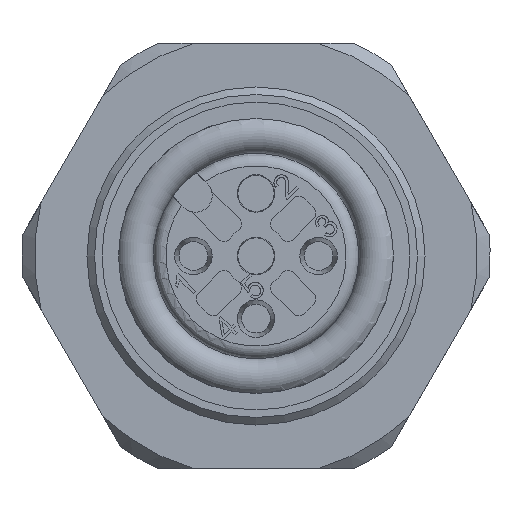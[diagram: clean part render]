
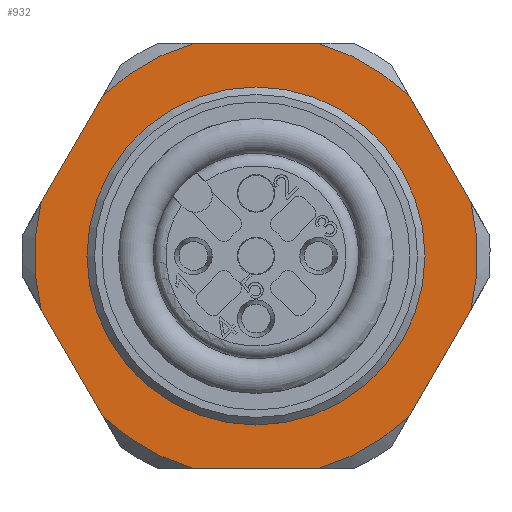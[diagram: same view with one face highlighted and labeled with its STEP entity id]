
A CAD part, front view. The second image highlights one B-rep face of the part: STEP entity #932.
In plain terms, the highlighted planar face has unit normal (0, -1, 0).
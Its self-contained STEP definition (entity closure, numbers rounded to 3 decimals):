
#76=PLANE('',#3297);
#168=LINE('',#4488,#387);
#169=LINE('',#4489,#388);
#170=LINE('',#4490,#389);
#171=LINE('',#4491,#390);
#172=LINE('',#4492,#391);
#173=LINE('',#4496,#392);
#387=VECTOR('',#3630,1.);
#388=VECTOR('',#3631,1.);
#389=VECTOR('',#3632,1.);
#390=VECTOR('',#3633,1.);
#391=VECTOR('',#3634,1.);
#392=VECTOR('',#3637,1.);
#932=ADVANCED_FACE('',(#1169,#1170),#76,.F.);
#1169=FACE_BOUND('',#1281,.T.);
#1170=FACE_BOUND('',#1282,.T.);
#1281=EDGE_LOOP('',(#1560,#1561,#1562,#1563,#1564,#1565,#1566,#1567,#1568,
#1569,#1570,#1571));
#1282=EDGE_LOOP('',(#1572));
#1560=ORIENTED_EDGE('',*,*,#2695,.F.);
#1561=ORIENTED_EDGE('',*,*,#2734,.T.);
#1562=ORIENTED_EDGE('',*,*,#2697,.F.);
#1563=ORIENTED_EDGE('',*,*,#2735,.T.);
#1564=ORIENTED_EDGE('',*,*,#2701,.F.);
#1565=ORIENTED_EDGE('',*,*,#2736,.T.);
#1566=ORIENTED_EDGE('',*,*,#2705,.F.);
#1567=ORIENTED_EDGE('',*,*,#2737,.T.);
#1568=ORIENTED_EDGE('',*,*,#2709,.F.);
#1569=ORIENTED_EDGE('',*,*,#2738,.T.);
#1570=ORIENTED_EDGE('',*,*,#2739,.F.);
#1571=ORIENTED_EDGE('',*,*,#2740,.T.);
#1572=ORIENTED_EDGE('',*,*,#2733,.T.);
#2388=VERTEX_POINT('',#4372);
#2389=VERTEX_POINT('',#4374);
#2390=VERTEX_POINT('',#4381);
#2391=VERTEX_POINT('',#4382);
#2394=VERTEX_POINT('',#4396);
#2395=VERTEX_POINT('',#4397);
#2398=VERTEX_POINT('',#4411);
#2399=VERTEX_POINT('',#4412);
#2402=VERTEX_POINT('',#4426);
#2403=VERTEX_POINT('',#4427);
#2422=VERTEX_POINT('',#4486);
#2423=VERTEX_POINT('',#4493);
#2424=VERTEX_POINT('',#4495);
#2695=EDGE_CURVE('',#2388,#2389,#3132,.T.);
#2697=EDGE_CURVE('',#2390,#2391,#3133,.T.);
#2701=EDGE_CURVE('',#2394,#2395,#3135,.T.);
#2705=EDGE_CURVE('',#2398,#2399,#3137,.T.);
#2709=EDGE_CURVE('',#2402,#2403,#3139,.T.);
#2733=EDGE_CURVE('',#2422,#2422,#3151,.T.);
#2734=EDGE_CURVE('',#2388,#2391,#168,.T.);
#2735=EDGE_CURVE('',#2390,#2395,#169,.T.);
#2736=EDGE_CURVE('',#2394,#2399,#170,.T.);
#2737=EDGE_CURVE('',#2398,#2403,#171,.T.);
#2738=EDGE_CURVE('',#2402,#2423,#172,.T.);
#2739=EDGE_CURVE('',#2424,#2423,#3152,.T.);
#2740=EDGE_CURVE('',#2424,#2389,#173,.T.);
#3132=CIRCLE('',#3261,8.85);
#3133=CIRCLE('',#3263,8.85);
#3135=CIRCLE('',#3266,8.85);
#3137=CIRCLE('',#3269,8.85);
#3139=CIRCLE('',#3272,8.85);
#3151=CIRCLE('',#3294,6.75);
#3152=CIRCLE('',#3296,8.85);
#3261=AXIS2_PLACEMENT_3D('',#4373,#3550,#3551);
#3263=AXIS2_PLACEMENT_3D('',#4380,#3554,#3555);
#3266=AXIS2_PLACEMENT_3D('',#4395,#3560,#3561);
#3269=AXIS2_PLACEMENT_3D('',#4410,#3566,#3567);
#3272=AXIS2_PLACEMENT_3D('',#4425,#3572,#3573);
#3294=AXIS2_PLACEMENT_3D('',#4485,#3626,#3627);
#3296=AXIS2_PLACEMENT_3D('',#4494,#3635,#3636);
#3297=AXIS2_PLACEMENT_3D('',#4497,#3638,#3639);
#3550=DIRECTION('',(0.,1.,0.));
#3551=DIRECTION('',(1.,0.,0.));
#3554=DIRECTION('',(0.,1.,0.));
#3555=DIRECTION('',(1.,0.,0.));
#3560=DIRECTION('',(0.,1.,0.));
#3561=DIRECTION('',(1.,0.,0.));
#3566=DIRECTION('',(0.,1.,0.));
#3567=DIRECTION('',(1.,0.,0.));
#3572=DIRECTION('',(0.,1.,0.));
#3573=DIRECTION('',(1.,0.,0.));
#3626=DIRECTION('',(0.,1.,0.));
#3627=DIRECTION('',(1.,0.,0.));
#3630=DIRECTION('',(-0.5,0.,-0.866));
#3631=DIRECTION('',(0.5,0.,-0.866));
#3632=DIRECTION('',(1.,0.,0.));
#3633=DIRECTION('',(0.5,0.,0.866));
#3634=DIRECTION('',(-0.5,0.,0.866));
#3635=DIRECTION('',(0.,1.,0.));
#3636=DIRECTION('',(1.,0.,0.));
#3637=DIRECTION('',(-1.,0.,0.));
#3638=DIRECTION('',(0.,1.,0.));
#3639=DIRECTION('',(-1.,0.,0.));
#4372=CARTESIAN_POINT('',(9.931,-5.56,6.384));
#4373=CARTESIAN_POINT('',(16.06,-5.56,0.));
#4374=CARTESIAN_POINT('',(13.596,-5.56,8.5));
#4380=CARTESIAN_POINT('',(16.06,-5.56,0.));
#4381=CARTESIAN_POINT('',(7.467,-5.56,-2.116));
#4382=CARTESIAN_POINT('',(7.467,-5.56,2.116));
#4395=CARTESIAN_POINT('',(16.06,-5.56,0.));
#4396=CARTESIAN_POINT('',(13.596,-5.56,-8.5));
#4397=CARTESIAN_POINT('',(9.931,-5.56,-6.384));
#4410=CARTESIAN_POINT('',(16.06,-5.56,0.));
#4411=CARTESIAN_POINT('',(22.189,-5.56,-6.384));
#4412=CARTESIAN_POINT('',(18.525,-5.56,-8.5));
#4425=CARTESIAN_POINT('',(16.06,-5.56,0.));
#4426=CARTESIAN_POINT('',(24.654,-5.56,2.116));
#4427=CARTESIAN_POINT('',(24.654,-5.56,-2.116));
#4485=CARTESIAN_POINT('',(16.06,-5.56,0.));
#4486=CARTESIAN_POINT('',(22.81,-5.56,0.));
#4488=CARTESIAN_POINT('',(5.776,-5.56,-0.812));
#4489=CARTESIAN_POINT('',(11.622,-5.56,-9.313));
#4490=CARTESIAN_POINT('',(16.06,-5.56,-8.5));
#4491=CARTESIAN_POINT('',(20.499,-5.56,-9.313));
#4492=CARTESIAN_POINT('',(26.344,-5.56,-0.813));
#4493=CARTESIAN_POINT('',(22.189,-5.56,6.384));
#4494=CARTESIAN_POINT('',(16.06,-5.56,0.));
#4495=CARTESIAN_POINT('',(18.525,-5.56,8.5));
#4496=CARTESIAN_POINT('',(16.06,-5.56,8.5));
#4497=CARTESIAN_POINT('',(16.06,-5.56,-6.75));
